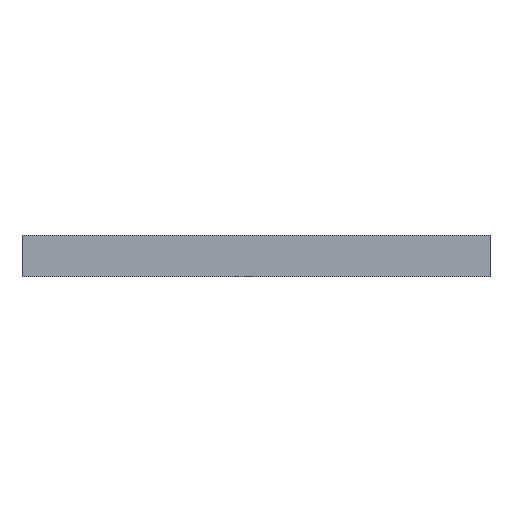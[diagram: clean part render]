
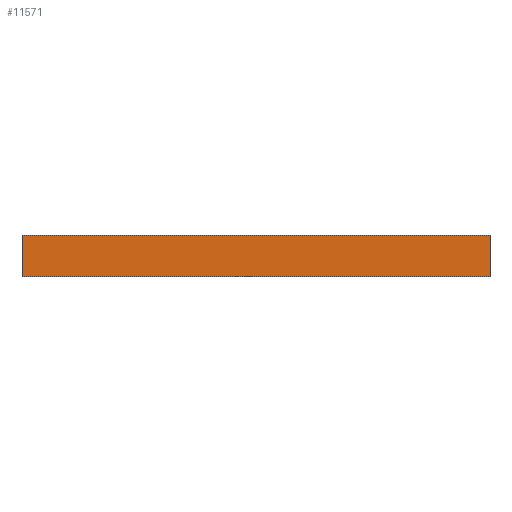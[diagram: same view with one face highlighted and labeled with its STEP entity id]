
A CAD part, front view. The second image highlights one B-rep face of the part: STEP entity #11571.
In plain terms, the highlighted free-form (B-spline) face has degree [1, 1] with [2, 2] control points.
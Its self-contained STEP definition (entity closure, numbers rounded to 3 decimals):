
#11571 = ADVANCED_FACE('',(#11572),#11602,.T.);
#11572 = FACE_BOUND('',#11573,.T.);
#11573 = EDGE_LOOP('',(#11574,#11583,#11590,#11597));
#11574 = ORIENTED_EDGE('',*,*,#11575,.T.);
#11575 = EDGE_CURVE('',#11576,#11578,#11580,.T.);
#11576 = VERTEX_POINT('',#11577);
#11577 = CARTESIAN_POINT('',(-9.565,-16.004,0.));
#11578 = VERTEX_POINT('',#11579);
#11579 = CARTESIAN_POINT('',(-9.565,-16.004,
    10.158));
#11580 = B_SPLINE_CURVE_WITH_KNOTS('',1,(#11581,#11582),.UNSPECIFIED.,
  .F.,.F.,(2,2),(0.,10.),.PIECEWISE_BEZIER_KNOTS.);
#11581 = CARTESIAN_POINT('',(-9.565,-16.004,0.));
#11582 = CARTESIAN_POINT('',(-9.565,-16.004,
    10.158));
#11583 = ORIENTED_EDGE('',*,*,#11584,.T.);
#11584 = EDGE_CURVE('',#11578,#11585,#11587,.T.);
#11585 = VERTEX_POINT('',#11586);
#11586 = CARTESIAN_POINT('',(106.082,-16.004,
    10.158));
#11587 = B_SPLINE_CURVE_WITH_KNOTS('',1,(#11588,#11589),.UNSPECIFIED.,
  .F.,.F.,(2,2),(0.,113.853),.PIECEWISE_BEZIER_KNOTS.);
#11588 = CARTESIAN_POINT('',(-9.565,-16.004,
    10.158));
#11589 = CARTESIAN_POINT('',(106.082,-16.004,
    10.158));
#11590 = ORIENTED_EDGE('',*,*,#11591,.T.);
#11591 = EDGE_CURVE('',#11585,#11592,#11594,.T.);
#11592 = VERTEX_POINT('',#11593);
#11593 = CARTESIAN_POINT('',(106.082,-16.004,0.));
#11594 = B_SPLINE_CURVE_WITH_KNOTS('',1,(#11595,#11596),.UNSPECIFIED.,
  .F.,.F.,(2,2),(0.,10.),.PIECEWISE_BEZIER_KNOTS.);
#11595 = CARTESIAN_POINT('',(106.082,-16.004,
    10.158));
#11596 = CARTESIAN_POINT('',(106.082,-16.004,0.));
#11597 = ORIENTED_EDGE('',*,*,#11598,.T.);
#11598 = EDGE_CURVE('',#11592,#11576,#11599,.T.);
#11599 = B_SPLINE_CURVE_WITH_KNOTS('',1,(#11600,#11601),.UNSPECIFIED.,
  .F.,.F.,(2,2),(0.,113.853),.PIECEWISE_BEZIER_KNOTS.);
#11600 = CARTESIAN_POINT('',(106.082,-16.004,0.));
#11601 = CARTESIAN_POINT('',(-9.565,-16.004,0.));
#11602 = B_SPLINE_SURFACE_WITH_KNOTS('',1,1,(
    (#11603,#11604)
    ,(#11605,#11606
    )),.UNSPECIFIED.,.F.,.F.,.F.,(2,2),(2,2),(0.,1.),(0.,1.),
  .PIECEWISE_BEZIER_KNOTS.);
#11603 = CARTESIAN_POINT('',(-9.565,-16.004,0.));
#11604 = CARTESIAN_POINT('',(106.082,-16.004,0.));
#11605 = CARTESIAN_POINT('',(-9.565,-16.004,
    10.158));
#11606 = CARTESIAN_POINT('',(106.082,-16.004,
    10.158));
